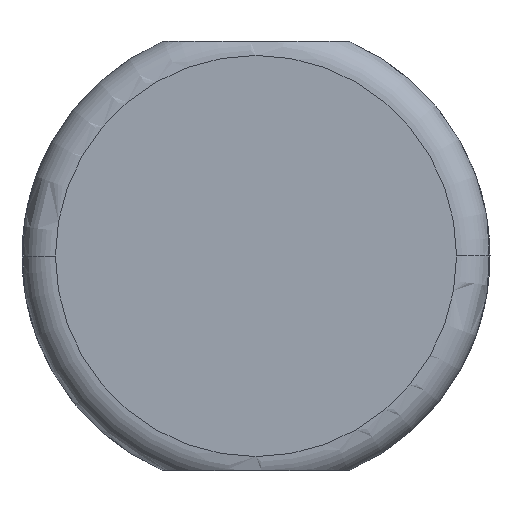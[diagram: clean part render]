
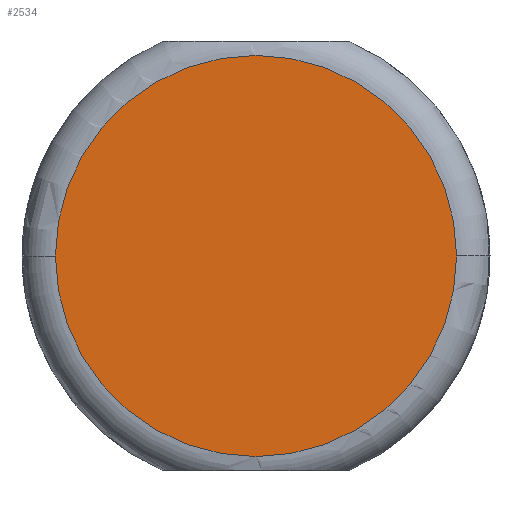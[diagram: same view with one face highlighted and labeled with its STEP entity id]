
A CAD part, front view. The second image highlights one B-rep face of the part: STEP entity #2534.
In plain terms, the highlighted planar face has unit normal (0, -1, 0).
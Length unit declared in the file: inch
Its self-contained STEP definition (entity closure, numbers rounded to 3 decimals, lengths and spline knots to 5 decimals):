
#16 = FACE_OUTER_BOUND ( 'NONE', #1982, .T. ) ;
#331 = DIRECTION ( 'NONE',  ( -1., 0., 0. ) ) ;
#387 = CARTESIAN_POINT ( 'NONE',  ( -1.05, 0.33, 0. ) ) ;
#490 = EDGE_CURVE ( 'NONE', #2233, #671, #3914, .T. ) ;
#593 = DIRECTION ( 'NONE',  ( 0., -1., 0. ) ) ;
#671 = VERTEX_POINT ( 'NONE', #3870 ) ;
#1059 = ORIENTED_EDGE ( 'NONE', *, *, #490, .F. ) ;
#1081 = AXIS2_PLACEMENT_3D ( 'NONE', #1555, #2488, #331 ) ;
#1540 = DIRECTION ( 'NONE',  ( 1., 0., 0. ) ) ;
#1555 = CARTESIAN_POINT ( 'NONE',  ( 0., 0.33, 0. ) ) ;
#1561 = DIRECTION ( 'NONE',  ( -1., 0., 0. ) ) ;
#1780 = CIRCLE ( 'NONE', #1081, 1.05 ) ;
#1852 = DIRECTION ( 'NONE',  ( 0., 1., 0. ) ) ;
#1982 = EDGE_LOOP ( 'NONE', ( #1059, #3814 ) ) ;
#2140 = PLANE ( 'NONE',  #2324 ) ;
#2233 = VERTEX_POINT ( 'NONE', #387 ) ;
#2324 = AXIS2_PLACEMENT_3D ( 'NONE', #2461, #593, #1540 ) ;
#2461 = CARTESIAN_POINT ( 'NONE',  ( 0., 0.33, 0. ) ) ;
#2488 = DIRECTION ( 'NONE',  ( 0., 1., 0. ) ) ;
#2534 = ADVANCED_FACE ( 'NONE', ( #16 ), #2140, .T. ) ;
#2869 = EDGE_CURVE ( 'NONE', #671, #2233, #1780, .T. ) ;
#3291 = AXIS2_PLACEMENT_3D ( 'NONE', #3724, #1852, #1561 ) ;
#3724 = CARTESIAN_POINT ( 'NONE',  ( 0., 0.33, 0. ) ) ;
#3814 = ORIENTED_EDGE ( 'NONE', *, *, #2869, .F. ) ;
#3870 = CARTESIAN_POINT ( 'NONE',  ( 1.05, 0.33, 0. ) ) ;
#3914 = CIRCLE ( 'NONE', #3291, 1.05 ) ;
